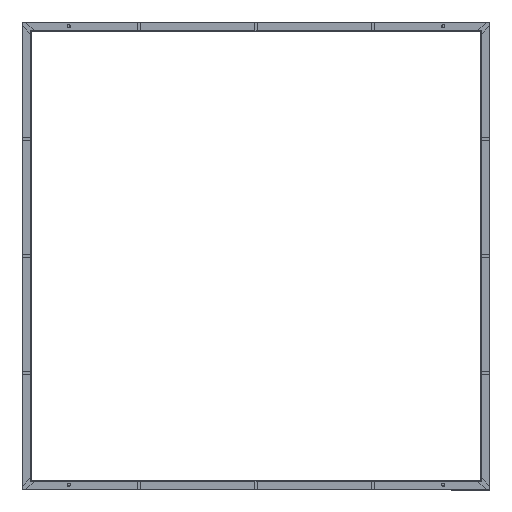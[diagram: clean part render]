
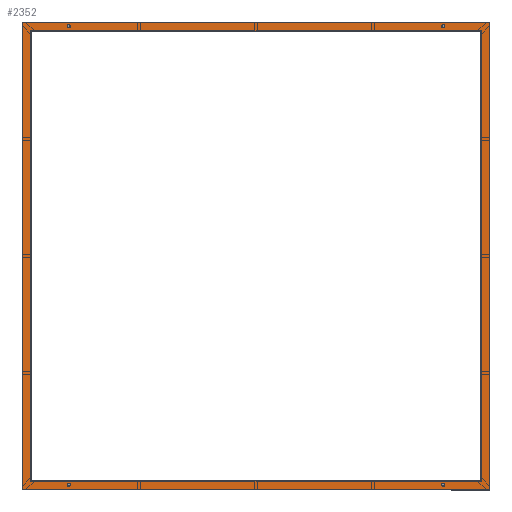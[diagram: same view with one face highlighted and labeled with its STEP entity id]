
A CAD part, top view. The second image highlights one B-rep face of the part: STEP entity #2352.
In plain terms, the highlighted face is planar.
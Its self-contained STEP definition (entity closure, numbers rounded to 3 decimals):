
#90=FACE_BOUND('',#389,.T.);
#91=FACE_BOUND('',#390,.T.);
#92=FACE_BOUND('',#391,.T.);
#93=FACE_BOUND('',#392,.T.);
#94=FACE_BOUND('',#393,.T.);
#122=PLANE('',#2589);
#244=FACE_OUTER_BOUND('',#388,.T.);
#388=EDGE_LOOP('',(#1706,#1707,#1708,#1709));
#389=EDGE_LOOP('',(#1710));
#390=EDGE_LOOP('',(#1711));
#391=EDGE_LOOP('',(#1712));
#392=EDGE_LOOP('',(#1713));
#393=EDGE_LOOP('',(#1714,#1715,#1716,#1717));
#556=LINE('',#3510,#824);
#558=LINE('',#3518,#826);
#561=LINE('',#3527,#829);
#562=LINE('',#3529,#830);
#569=LINE('',#3544,#837);
#570=LINE('',#3546,#838);
#571=LINE('',#3548,#839);
#572=LINE('',#3549,#840);
#824=VECTOR('',#2815,10.);
#826=VECTOR('',#2823,10.);
#829=VECTOR('',#2832,10.);
#830=VECTOR('',#2835,10.);
#837=VECTOR('',#2848,10.);
#838=VECTOR('',#2849,10.);
#839=VECTOR('',#2850,10.);
#840=VECTOR('',#2851,10.);
#1088=CIRCLE('',#2568,1.5);
#1090=CIRCLE('',#2571,1.5);
#1092=CIRCLE('',#2574,1.5);
#1094=CIRCLE('',#2577,1.5);
#1136=VERTEX_POINT('',#3484);
#1138=VERTEX_POINT('',#3490);
#1140=VERTEX_POINT('',#3496);
#1142=VERTEX_POINT('',#3502);
#1144=VERTEX_POINT('',#3508);
#1145=VERTEX_POINT('',#3509);
#1148=VERTEX_POINT('',#3517);
#1151=VERTEX_POINT('',#3525);
#1155=VERTEX_POINT('',#3542);
#1156=VERTEX_POINT('',#3543);
#1157=VERTEX_POINT('',#3545);
#1158=VERTEX_POINT('',#3547);
#1342=EDGE_CURVE('',#1136,#1136,#1088,.T.);
#1345=EDGE_CURVE('',#1138,#1138,#1090,.T.);
#1348=EDGE_CURVE('',#1140,#1140,#1092,.T.);
#1351=EDGE_CURVE('',#1142,#1142,#1094,.T.);
#1354=EDGE_CURVE('',#1144,#1145,#556,.T.);
#1358=EDGE_CURVE('',#1145,#1148,#558,.T.);
#1363=EDGE_CURVE('',#1151,#1144,#561,.T.);
#1364=EDGE_CURVE('',#1148,#1151,#562,.T.);
#1371=EDGE_CURVE('',#1155,#1156,#569,.T.);
#1372=EDGE_CURVE('',#1157,#1155,#570,.T.);
#1373=EDGE_CURVE('',#1158,#1157,#571,.T.);
#1374=EDGE_CURVE('',#1156,#1158,#572,.T.);
#1706=ORIENTED_EDGE('',*,*,#1371,.F.);
#1707=ORIENTED_EDGE('',*,*,#1372,.F.);
#1708=ORIENTED_EDGE('',*,*,#1373,.F.);
#1709=ORIENTED_EDGE('',*,*,#1374,.F.);
#1710=ORIENTED_EDGE('',*,*,#1342,.T.);
#1711=ORIENTED_EDGE('',*,*,#1345,.T.);
#1712=ORIENTED_EDGE('',*,*,#1348,.T.);
#1713=ORIENTED_EDGE('',*,*,#1351,.T.);
#1714=ORIENTED_EDGE('',*,*,#1354,.F.);
#1715=ORIENTED_EDGE('',*,*,#1363,.F.);
#1716=ORIENTED_EDGE('',*,*,#1364,.F.);
#1717=ORIENTED_EDGE('',*,*,#1358,.F.);
#2352=ADVANCED_FACE('',(#244,#90,#91,#92,#93,#94),#122,.F.);
#2568=AXIS2_PLACEMENT_3D('',#3485,#2787,#2788);
#2571=AXIS2_PLACEMENT_3D('',#3491,#2794,#2795);
#2574=AXIS2_PLACEMENT_3D('',#3497,#2801,#2802);
#2577=AXIS2_PLACEMENT_3D('',#3503,#2808,#2809);
#2589=AXIS2_PLACEMENT_3D('',#3541,#2846,#2847);
#2787=DIRECTION('center_axis',(0.,0.,1.));
#2788=DIRECTION('ref_axis',(-1.,0.,0.));
#2794=DIRECTION('center_axis',(0.,0.,1.));
#2795=DIRECTION('ref_axis',(-1.,0.,0.));
#2801=DIRECTION('center_axis',(0.,0.,1.));
#2802=DIRECTION('ref_axis',(-1.,0.,0.));
#2808=DIRECTION('center_axis',(0.,0.,1.));
#2809=DIRECTION('ref_axis',(-1.,0.,0.));
#2815=DIRECTION('',(-1.,0.,0.));
#2823=DIRECTION('',(0.,1.,0.));
#2832=DIRECTION('',(0.,-1.,0.));
#2835=DIRECTION('',(1.,0.,0.));
#2846=DIRECTION('center_axis',(0.,0.,1.));
#2847=DIRECTION('ref_axis',(1.,0.,0.));
#2848=DIRECTION('',(1.,0.,0.));
#2849=DIRECTION('',(0.,-1.,0.));
#2850=DIRECTION('',(-1.,0.,0.));
#2851=DIRECTION('',(0.,1.,0.));
#3484=CARTESIAN_POINT('',(-598.5,735.,0.));
#3485=CARTESIAN_POINT('Origin',(-600.,735.,0.));
#3490=CARTESIAN_POINT('',(601.5,-735.,0.));
#3491=CARTESIAN_POINT('Origin',(600.,-735.,0.));
#3496=CARTESIAN_POINT('',(601.5,735.,0.));
#3497=CARTESIAN_POINT('Origin',(600.,735.,0.));
#3502=CARTESIAN_POINT('',(-598.5,-735.,0.));
#3503=CARTESIAN_POINT('Origin',(-600.,-735.,0.));
#3508=CARTESIAN_POINT('',(720.75,-720.75,0.));
#3509=CARTESIAN_POINT('',(-720.75,-720.75,0.));
#3510=CARTESIAN_POINT('',(-360.,-720.75,0.));
#3517=CARTESIAN_POINT('',(-720.75,720.75,0.));
#3518=CARTESIAN_POINT('',(-720.75,360.,0.));
#3525=CARTESIAN_POINT('',(720.75,720.75,0.));
#3527=CARTESIAN_POINT('',(720.75,-360.,0.));
#3529=CARTESIAN_POINT('',(360.,720.75,0.));
#3541=CARTESIAN_POINT('Origin',(0.,0.,
0.));
#3542=CARTESIAN_POINT('',(-749.25,-749.25,0.));
#3543=CARTESIAN_POINT('',(749.25,-749.25,0.));
#3544=CARTESIAN_POINT('',(-375.,-749.25,0.));
#3545=CARTESIAN_POINT('',(-749.25,749.25,0.));
#3546=CARTESIAN_POINT('',(-749.25,375.,0.));
#3547=CARTESIAN_POINT('',(749.25,749.25,0.));
#3548=CARTESIAN_POINT('',(375.,749.25,0.));
#3549=CARTESIAN_POINT('',(749.25,-375.,0.));
